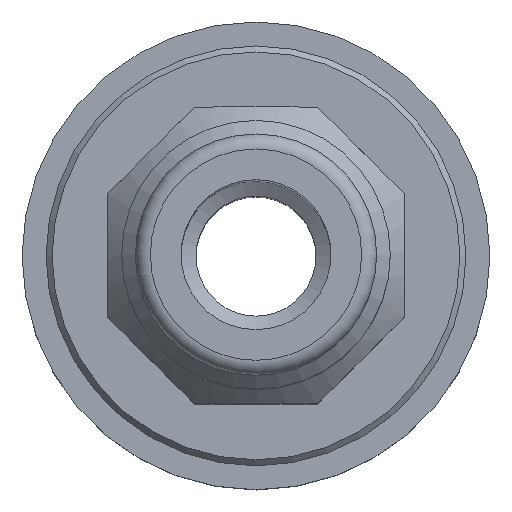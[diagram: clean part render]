
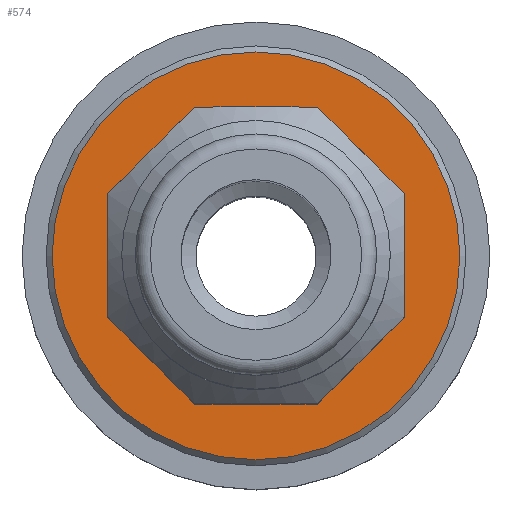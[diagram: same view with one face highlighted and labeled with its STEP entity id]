
A CAD part, top view. The second image highlights one B-rep face of the part: STEP entity #574.
In plain terms, the highlighted planar face has unit normal (0, 0, 1).
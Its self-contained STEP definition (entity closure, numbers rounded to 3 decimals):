
#38=PLANE('',#634);
#131=FACE_BOUND('',#230,.T.);
#175=FACE_OUTER_BOUND('',#229,.T.);
#229=EDGE_LOOP('',(#492));
#230=EDGE_LOOP('',(#493));
#287=CIRCLE('',#616,4.85);
#292=CIRCLE('',#633,6.8);
#338=VERTEX_POINT('',#934);
#343=VERTEX_POINT('',#964);
#389=EDGE_CURVE('',#338,#338,#287,.T.);
#402=EDGE_CURVE('',#343,#343,#292,.T.);
#492=ORIENTED_EDGE('',*,*,#402,.F.);
#493=ORIENTED_EDGE('',*,*,#389,.F.);
#574=ADVANCED_FACE('',(#175,#131),#38,.F.);
#616=AXIS2_PLACEMENT_3D('',#935,#709,#710);
#633=AXIS2_PLACEMENT_3D('',#965,#751,#752);
#634=AXIS2_PLACEMENT_3D('',#966,#753,#754);
#709=DIRECTION('center_axis',(0.,0.,1.));
#710=DIRECTION('ref_axis',(0.,1.,0.));
#751=DIRECTION('center_axis',(0.,0.,-1.));
#752=DIRECTION('ref_axis',(0.,1.,0.));
#753=DIRECTION('center_axis',(0.,0.,-1.));
#754=DIRECTION('ref_axis',(-1.,0.,0.));
#934=CARTESIAN_POINT('',(-21.167,7.896,4.5));
#935=CARTESIAN_POINT('Origin',(-21.167,3.046,4.5));
#964=CARTESIAN_POINT('',(-21.167,-3.754,4.5));
#965=CARTESIAN_POINT('Origin',(-21.167,3.046,4.5));
#966=CARTESIAN_POINT('Origin',(-21.167,14.501,4.5));
